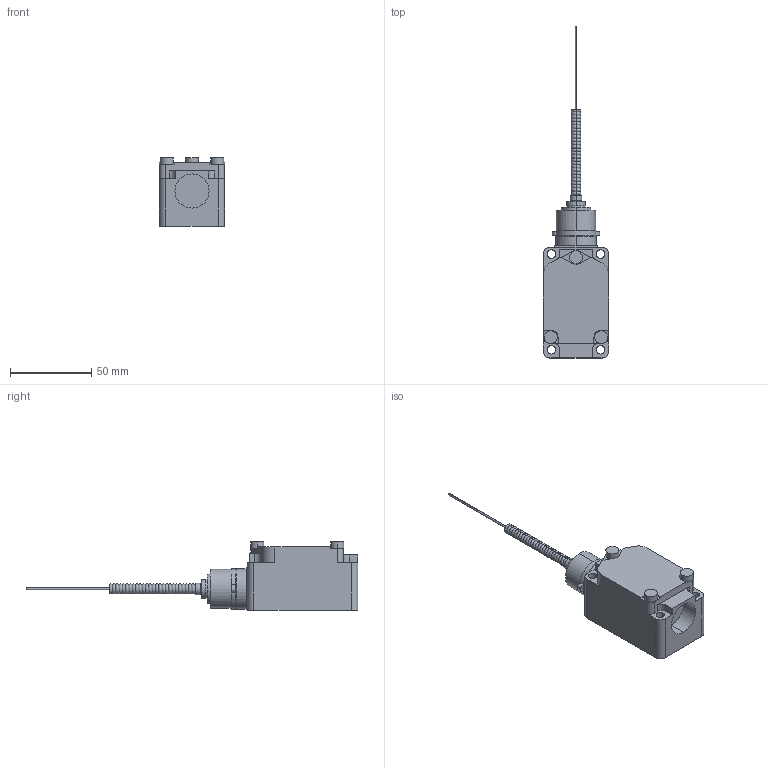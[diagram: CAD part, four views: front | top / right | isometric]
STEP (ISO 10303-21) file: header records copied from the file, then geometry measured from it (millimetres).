
FILE_DESCRIPTION (( 'STEP AP214' ), '1' );
FILE_NAME ('LIMSW-5169HT_3D.step', '2023-10-31T20:08:13', ( '' ), ( '' ), 'SwSTEP 2.0', 'SolidWorks 2022', '' );
FILE_SCHEMA (( 'AUTOMOTIVE_DESIGN' ));
Length unit declared in the file: inch
Products named in the file (4): WLNJ_BASE_2; WLNJ_HEAD_1; WLNJ_ACTUATOR_2; LIMSW-5169HT_3D
Assembly tree (3 placements, depth 2):
  LIMSW-5169HT_3D
    WLNJ_HEAD_1
    WLNJ_BASE_2
    WLNJ_ACTUATOR_2
Bounding box: 40 x 203.7 x 42 mm (x, y, z)
Volume: 107107.2 mm3; surface area: 21080.9 mm2
Topology: 3 solids, 3 shells, 172 faces, 401 edges, 246 vertices
Faces by surface type: cylinder 63, plane 53, torus 52, cone 4
Entity records: 5121 total; most frequent: DIRECTION 991, CARTESIAN_POINT 821, ORIENTED_EDGE 794, AXIS2_PLACEMENT_3D 416, EDGE_CURVE 397, VERTEX_POINT 246, CIRCLE 238, EDGE_LOOP 195
